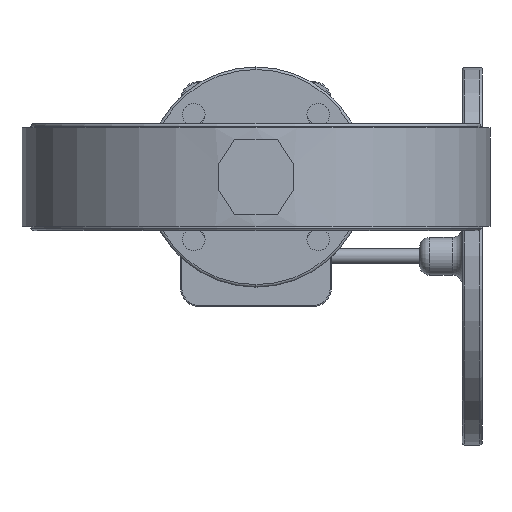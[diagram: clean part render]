
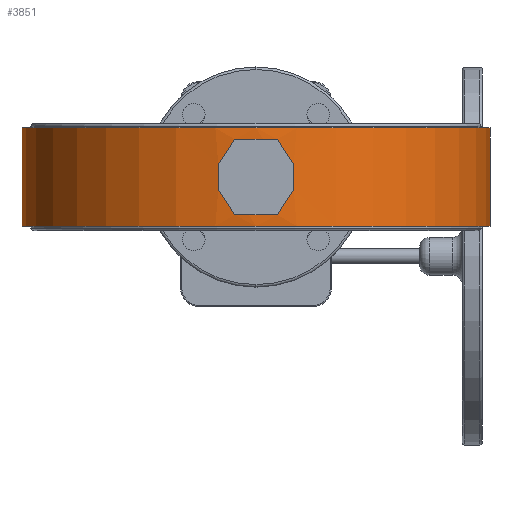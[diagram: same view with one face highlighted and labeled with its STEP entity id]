
A CAD part, front view. The second image highlights one B-rep face of the part: STEP entity #3851.
In plain terms, the highlighted cylindrical face has radius 186 mm (diameter 372 mm), a partial arc.
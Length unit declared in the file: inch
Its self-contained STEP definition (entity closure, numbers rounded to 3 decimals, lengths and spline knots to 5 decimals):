
#685 = ORIENTED_EDGE ( 'NONE', *, *, #16288, .F. ) ;
#954 = CARTESIAN_POINT ( 'NONE',  ( -1.09279, 8.82025, 10.54329 ) ) ;
#1146 = VECTOR ( 'NONE', #11674, 39.37008 ) ;
#1509 = FACE_BOUND ( 'NONE', #4843, .T. ) ;
#1554 = CARTESIAN_POINT ( 'NONE',  ( 5.56075, 1.52807, 8.18108 ) ) ;
#1634 = VECTOR ( 'NONE', #16648, 39.37008 ) ;
#1873 = CARTESIAN_POINT ( 'NONE',  ( 5.21874, 1.56555, 10.01712 ) ) ;
#1900 = CIRCLE ( 'NONE', #6047, 7.32283 ) ;
#1955 =( BOUNDED_CURVE ( )  B_SPLINE_CURVE ( 3, ( #3698, #11415, #12623, #3878 ),
 .UNSPECIFIED., .F., .F. ) 
 B_SPLINE_CURVE_WITH_KNOTS ( ( 4, 4 ),
 ( 1.66232, 1.73279 ),
 .UNSPECIFIED. ) 
 CURVE ( )  GEOMETRIC_REPRESENTATION_ITEM ( )  RATIONAL_B_SPLINE_CURVE ( ( 1., 1., 1., 1. ) ) 
 REPRESENTATION_ITEM ( '' )  );
#2274 = CARTESIAN_POINT ( 'NONE',  ( 6.89933, 1.52807, 8.18108 ) ) ;
#3126 = CARTESIAN_POINT ( 'NONE',  ( 7.41115, 1.5933, 8.96848 ) ) ;
#3353 = DIRECTION ( 'NONE',  ( 0., 0., -1. ) ) ;
#3461 = EDGE_CURVE ( 'NONE', #8873, #7009, #11055, .T. ) ;
#3493 = CARTESIAN_POINT ( 'NONE',  ( 5.56075, 1.52807, 10.54329 ) ) ;
#3698 = CARTESIAN_POINT ( 'NONE',  ( 5.56075, 1.52807, 8.18108 ) ) ;
#3851 = ADVANCED_FACE ( 'NONE', ( #18258, #1509 ), #9327, .T. ) ;
#3855 = LINE ( 'NONE', #9986, #1146 ) ;
#3878 = CARTESIAN_POINT ( 'NONE',  ( 5.04894, 1.5933, 8.96848 ) ) ;
#3907 = CARTESIAN_POINT ( 'NONE',  ( -1.09279, 8.82025, 10.89777 ) ) ;
#4419 = LINE ( 'NONE', #16863, #1634 ) ;
#4723 = VERTEX_POINT ( 'NONE', #18104 ) ;
#4782 = EDGE_CURVE ( 'NONE', #15944, #9084, #7447, .T. ) ;
#4843 = EDGE_LOOP ( 'NONE', ( #7871, #14342, #5076, #8137, #7440, #5742, #5382, #18933 ) ) ;
#5076 = ORIENTED_EDGE ( 'NONE', *, *, #3461, .T. ) ;
#5382 = ORIENTED_EDGE ( 'NONE', *, *, #13065, .T. ) ;
#5607 = CIRCLE ( 'NONE', #13956, 7.32283 ) ;
#5703 = CARTESIAN_POINT ( 'NONE',  ( 7.07067, 1.54379, 10.27969 ) ) ;
#5742 = ORIENTED_EDGE ( 'NONE', *, *, #17696, .T. ) ;
#5895 = CARTESIAN_POINT ( 'NONE',  ( 6.23004, 8.82025, 7.82659 ) ) ;
#5961 = ORIENTED_EDGE ( 'NONE', *, *, #4782, .T. ) ;
#6047 = AXIS2_PLACEMENT_3D ( 'NONE', #5895, #18161, #7504 ) ;
#6552 = EDGE_CURVE ( 'NONE', #15555, #13401, #13939, .T. ) ;
#6569 = VERTEX_POINT ( 'NONE', #12269 ) ;
#7009 = VERTEX_POINT ( 'NONE', #8045 ) ;
#7046 = EDGE_CURVE ( 'NONE', #18727, #8873, #7116, .T. ) ;
#7116 = LINE ( 'NONE', #17871, #9843 ) ;
#7119 = VERTEX_POINT ( 'NONE', #17961 ) ;
#7226 = DIRECTION ( 'NONE',  ( 0., 0., 1. ) ) ;
#7263 = DIRECTION ( 'NONE',  ( 0., 0., -1. ) ) ;
#7440 = ORIENTED_EDGE ( 'NONE', *, *, #15403, .T. ) ;
#7447 = LINE ( 'NONE', #954, #10324 ) ;
#7504 = DIRECTION ( 'NONE',  ( -1., 0., 0. ) ) ;
#7560 = DIRECTION ( 'NONE',  ( -1., 0., 0. ) ) ;
#7652 = AXIS2_PLACEMENT_3D ( 'NONE', #13952, #15435, #19775 ) ;
#7724 = CARTESIAN_POINT ( 'NONE',  ( 6.89933, 1.52807, 8.18108 ) ) ;
#7871 = ORIENTED_EDGE ( 'NONE', *, *, #16348, .T. ) ;
#8043 = CARTESIAN_POINT ( 'NONE',  ( 7.07067, 1.54379, 8.44467 ) ) ;
#8045 = CARTESIAN_POINT ( 'NONE',  ( 5.56075, 1.52807, 10.54329 ) ) ;
#8137 = ORIENTED_EDGE ( 'NONE', *, *, #11123, .T. ) ;
#8565 = CARTESIAN_POINT ( 'NONE',  ( 5.04894, 1.5933, 9.75588 ) ) ;
#8617 = CARTESIAN_POINT ( 'NONE',  ( 13.55288, 8.82025, 10.89777 ) ) ;
#8873 = VERTEX_POINT ( 'NONE', #8565 ) ;
#8939 = CARTESIAN_POINT ( 'NONE',  ( 6.23004, 8.82025, 10.54329 ) ) ;
#9084 = VERTEX_POINT ( 'NONE', #9785 ) ;
#9327 = CYLINDRICAL_SURFACE ( 'NONE', #7652, 7.32283 ) ;
#9785 = CARTESIAN_POINT ( 'NONE',  ( -1.09279, 8.82025, 7.82659 ) ) ;
#9843 = VECTOR ( 'NONE', #7226, 39.37008 ) ;
#9986 = CARTESIAN_POINT ( 'NONE',  ( 13.55288, 8.82025, 10.54329 ) ) ;
#10324 = VECTOR ( 'NONE', #7263, 39.37008 ) ;
#10325 = CARTESIAN_POINT ( 'NONE',  ( 7.41115, 1.5933, 9.75588 ) ) ;
#11055 =( BOUNDED_CURVE ( )  B_SPLINE_CURVE ( 3, ( #18637, #1873, #17225, #3493 ),
 .UNSPECIFIED., .F., .T. ) 
 B_SPLINE_CURVE_WITH_KNOTS ( ( 4, 4 ),
 ( 1.4088, 1.47927 ),
 .UNSPECIFIED. ) 
 CURVE ( )  GEOMETRIC_REPRESENTATION_ITEM ( )  RATIONAL_B_SPLINE_CURVE ( ( 1., 1., 1., 1. ) ) 
 REPRESENTATION_ITEM ( '' )  );
#11123 = EDGE_CURVE ( 'NONE', #7009, #4723, #15244, .T. ) ;
#11154 = CARTESIAN_POINT ( 'NONE',  ( 7.24134, 1.56555, 8.70725 ) ) ;
#11167 = VERTEX_POINT ( 'NONE', #13836 ) ;
#11369 = AXIS2_PLACEMENT_3D ( 'NONE', #14086, #3353, #7560 ) ;
#11415 = CARTESIAN_POINT ( 'NONE',  ( 5.38942, 1.54379, 8.44467 ) ) ;
#11522 = CARTESIAN_POINT ( 'NONE',  ( 5.04894, 1.5933, 8.96848 ) ) ;
#11674 = DIRECTION ( 'NONE',  ( 0., 0., -1. ) ) ;
#11719 = AXIS2_PLACEMENT_3D ( 'NONE', #8939, #14964, #13361 ) ;
#11817 = CARTESIAN_POINT ( 'NONE',  ( 7.24134, 1.56555, 10.01712 ) ) ;
#12269 = CARTESIAN_POINT ( 'NONE',  ( 7.41115, 1.5933, 9.75588 ) ) ;
#12623 = CARTESIAN_POINT ( 'NONE',  ( 5.21874, 1.56555, 8.70725 ) ) ;
#13065 = EDGE_CURVE ( 'NONE', #11167, #15555, #18750, .T. ) ;
#13341 = CARTESIAN_POINT ( 'NONE',  ( 6.89933, 1.52807, 10.54329 ) ) ;
#13361 = DIRECTION ( 'NONE',  ( 1., 0., 0. ) ) ;
#13401 = VERTEX_POINT ( 'NONE', #1554 ) ;
#13743 = EDGE_LOOP ( 'NONE', ( #15518, #685, #5961, #16609 ) ) ;
#13836 = CARTESIAN_POINT ( 'NONE',  ( 7.41115, 1.5933, 8.96848 ) ) ;
#13939 = CIRCLE ( 'NONE', #11369, 7.32283 ) ;
#13952 = CARTESIAN_POINT ( 'NONE',  ( 6.23004, 8.82025, 10.54329 ) ) ;
#13956 = AXIS2_PLACEMENT_3D ( 'NONE', #18243, #18332, #16822 ) ;
#14086 = CARTESIAN_POINT ( 'NONE',  ( 6.23004, 8.82025, 8.18108 ) ) ;
#14342 = ORIENTED_EDGE ( 'NONE', *, *, #7046, .T. ) ;
#14640 = EDGE_CURVE ( 'NONE', #7119, #9084, #1900, .T. ) ;
#14929 =( BOUNDED_CURVE ( )  B_SPLINE_CURVE ( 3, ( #13341, #5703, #11817, #10325 ),
 .UNSPECIFIED., .F., .T. ) 
 B_SPLINE_CURVE_WITH_KNOTS ( ( 4, 4 ),
 ( 4.80391, 4.87439 ),
 .UNSPECIFIED. ) 
 CURVE ( )  GEOMETRIC_REPRESENTATION_ITEM ( )  RATIONAL_B_SPLINE_CURVE ( ( 1., 1., 1., 1. ) ) 
 REPRESENTATION_ITEM ( '' )  );
#14964 = DIRECTION ( 'NONE',  ( 0., 0., 1. ) ) ;
#15244 = CIRCLE ( 'NONE', #11719, 7.32283 ) ;
#15403 = EDGE_CURVE ( 'NONE', #4723, #6569, #14929, .T. ) ;
#15435 = DIRECTION ( 'NONE',  ( 0., 0., -1. ) ) ;
#15518 = ORIENTED_EDGE ( 'NONE', *, *, #16699, .F. ) ;
#15555 = VERTEX_POINT ( 'NONE', #2274 ) ;
#15944 = VERTEX_POINT ( 'NONE', #3907 ) ;
#16288 = EDGE_CURVE ( 'NONE', #15944, #19763, #5607, .T. ) ;
#16348 = EDGE_CURVE ( 'NONE', #13401, #18727, #1955, .T. ) ;
#16609 = ORIENTED_EDGE ( 'NONE', *, *, #14640, .F. ) ;
#16648 = DIRECTION ( 'NONE',  ( 0., 0., -1. ) ) ;
#16699 = EDGE_CURVE ( 'NONE', #19763, #7119, #3855, .T. ) ;
#16822 = DIRECTION ( 'NONE',  ( 1., 0., 0. ) ) ;
#16863 = CARTESIAN_POINT ( 'NONE',  ( 7.41115, 1.5933, 9.75588 ) ) ;
#17225 = CARTESIAN_POINT ( 'NONE',  ( 5.38942, 1.54379, 10.27969 ) ) ;
#17696 = EDGE_CURVE ( 'NONE', #6569, #11167, #4419, .T. ) ;
#17871 = CARTESIAN_POINT ( 'NONE',  ( 5.04894, 1.5933, 8.96848 ) ) ;
#17961 = CARTESIAN_POINT ( 'NONE',  ( 13.55288, 8.82025, 7.82659 ) ) ;
#18104 = CARTESIAN_POINT ( 'NONE',  ( 6.89933, 1.52807, 10.54329 ) ) ;
#18161 = DIRECTION ( 'NONE',  ( 0., 0., -1. ) ) ;
#18243 = CARTESIAN_POINT ( 'NONE',  ( 6.23004, 8.82025, 10.89777 ) ) ;
#18258 = FACE_OUTER_BOUND ( 'NONE', #13743, .T. ) ;
#18332 = DIRECTION ( 'NONE',  ( 0., 0., 1. ) ) ;
#18637 = CARTESIAN_POINT ( 'NONE',  ( 5.04894, 1.5933, 9.75588 ) ) ;
#18727 = VERTEX_POINT ( 'NONE', #11522 ) ;
#18750 =( BOUNDED_CURVE ( )  B_SPLINE_CURVE ( 3, ( #3126, #11154, #8043, #7724 ),
 .UNSPECIFIED., .F., .F. ) 
 B_SPLINE_CURVE_WITH_KNOTS ( ( 4, 4 ),
 ( 4.55039, 4.62086 ),
 .UNSPECIFIED. ) 
 CURVE ( )  GEOMETRIC_REPRESENTATION_ITEM ( )  RATIONAL_B_SPLINE_CURVE ( ( 1., 1., 1., 1. ) ) 
 REPRESENTATION_ITEM ( '' )  );
#18933 = ORIENTED_EDGE ( 'NONE', *, *, #6552, .T. ) ;
#19763 = VERTEX_POINT ( 'NONE', #8617 ) ;
#19775 = DIRECTION ( 'NONE',  ( -1., 0., 0. ) ) ;
